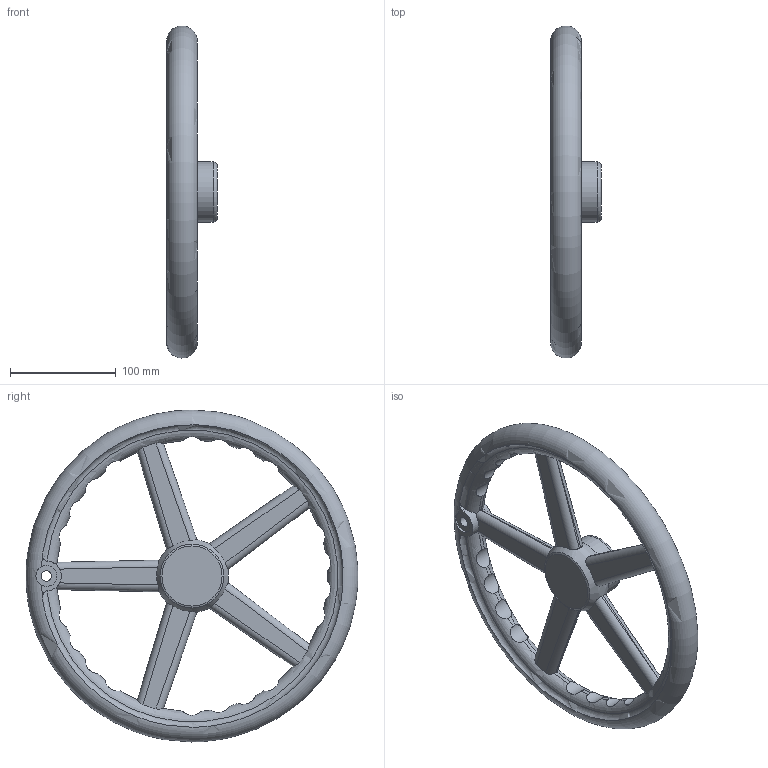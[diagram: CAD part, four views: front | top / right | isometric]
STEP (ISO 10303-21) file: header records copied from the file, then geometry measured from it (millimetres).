
FILE_DESCRIPTION(/* description */ (''),/* implementation_level */ '2;1');
FILE_NAME(/* name */ 'S_315_N.dxf',/* time_stamp */ '2012-11-23T17:56:46+08:00',/* author */ (''),/* organization */ (''),/* preprocessor_version */ 'ST-DEVELOPER v9',/* originating_system */ 'UGS - NX 4.0',/* authorisation */ '');
FILE_SCHEMA (('CONFIG_CONTROL_DESIGN'));
Length unit declared in the file: millimetre
Products named in the file (1): AdmiA679xqad
Bounding box: 48 x 314.68 x 314.68 mm (x, y, z)
Volume: 839940.8 mm3; surface area: 128613.8 mm2
Topology: 1 solids, 1 shells, 108 faces, 331 edges, 219 vertices
Faces by surface type: cylinder 62, plane 23, bspline 11, torus 6, cone 6
Full cylindrical faces by diameter (mm): 10 x1, 20 x1, 57 x1
Entity records: 4412 total; most frequent: CARTESIAN_POINT 1688, ORIENTED_EDGE 632, DIRECTION 446, EDGE_CURVE 316, VERTEX_POINT 213, AXIS2_PLACEMENT_3D 186, B_SPLINE_CURVE_WITH_KNOTS 154, EDGE_LOOP 123
